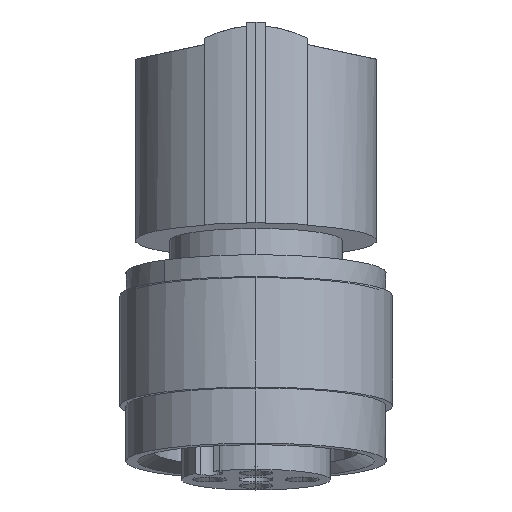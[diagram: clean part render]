
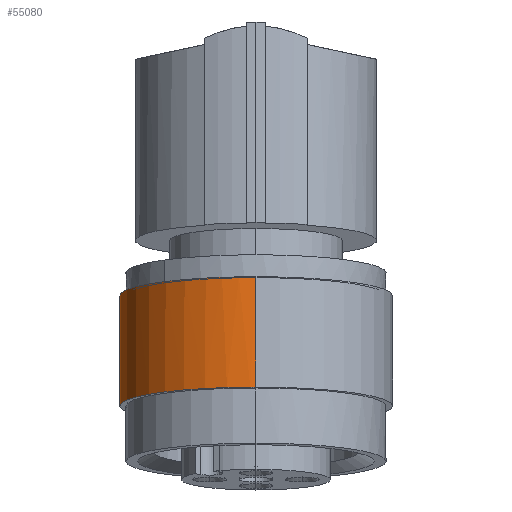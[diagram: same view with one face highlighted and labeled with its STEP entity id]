
A CAD part, left-side view. The second image highlights one B-rep face of the part: STEP entity #55080.
In plain terms, the highlighted cylindrical face has radius 7.35 mm (diameter 14.7 mm), a partial arc.
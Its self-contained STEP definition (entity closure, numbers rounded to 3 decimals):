
#54450=CARTESIAN_POINT('',(-14.358,-39.735,
-311.957));
#54460=DIRECTION('',(0.7,-0.7,
-0.139));
#54470=DIRECTION('',(-0.098,0.098,
-0.99));
#54480=AXIS2_PLACEMENT_3D('',#54450,#54460,#54470);
#54490=CIRCLE('',#54480,7.35);
#54500=CARTESIAN_POINT('',(-13.117,-37.149,
-318.724));
#54510=VERTEX_POINT('',#54500);
#54520=CARTESIAN_POINT('',(-13.634,-40.458,
-304.679));
#54530=VERTEX_POINT('',#54520);
#54540=EDGE_CURVE('',#54510,#54530,#54490,.T.);
#54560=CARTESIAN_POINT('',(-15.081,-39.012,
-319.236));
#54570=VERTEX_POINT('',#54560);
#54600=EDGE_CURVE('',#54570,#54510,#54490,.T.);
#54720=CARTESIAN_POINT('',(-10.156,-43.936,
-312.792));
#54730=DIRECTION('',(0.7,-0.7,
-0.139));
#54740=DIRECTION('',(-0.098,0.098,
-0.99));
#54750=AXIS2_PLACEMENT_3D('',#54720,#54730,#54740);
#54760=CYLINDRICAL_SURFACE('',#54750,7.35);
#54770=CARTESIAN_POINT('',(-10.88,-43.213,
-320.071));
#54780=DIRECTION('',(0.7,-0.7,
-0.139));
#54790=VECTOR('',#54780,1.);
#54800=LINE('',#54770,#54790);
#54810=CARTESIAN_POINT('',(-10.88,-43.213,
-320.071));
#54820=VERTEX_POINT('',#54810);
#54830=EDGE_CURVE('',#54570,#54820,#54800,.T.);
#54840=ORIENTED_EDGE('',*,*,#54830,.F.);
#54850=CARTESIAN_POINT('',(-10.156,-43.936,
-312.792));
#54860=DIRECTION('',(0.7,-0.7,
-0.139));
#54870=DIRECTION('',(-0.098,0.098,
-0.99));
#54880=AXIS2_PLACEMENT_3D('',#54850,#54860,#54870);
#54890=CIRCLE('',#54880,7.35);
#54900=CARTESIAN_POINT('',(-10.661,-42.996,
-320.064));
#54910=VERTEX_POINT('',#54900);
#54920=EDGE_CURVE('',#54820,#54910,#54890,.T.);
#54930=ORIENTED_EDGE('',*,*,#54920,.F.);
#54940=CARTESIAN_POINT('',(-9.433,-44.66,
-305.514));
#54950=VERTEX_POINT('',#54940);
#54960=EDGE_CURVE('',#54910,#54950,#54890,.T.);
#54970=ORIENTED_EDGE('',*,*,#54960,.F.);
#54980=CARTESIAN_POINT('',(-9.433,-44.66,
-305.514));
#54990=DIRECTION('',(0.7,-0.7,
-0.139));
#55000=VECTOR('',#54990,1.);
#55010=LINE('',#54980,#55000);
#55020=EDGE_CURVE('',#54530,#54950,#55010,.T.);
#55030=ORIENTED_EDGE('',*,*,#55020,.T.);
#55040=ORIENTED_EDGE('',*,*,#54540,.T.);
#55050=ORIENTED_EDGE('',*,*,#54600,.T.);
#55060=EDGE_LOOP('',(#55050,#55040,#55030,#54970,#54930,#54840));
#55070=FACE_OUTER_BOUND('',#55060,.T.);
#55080=ADVANCED_FACE('',(#55070),#54760,.T.);
